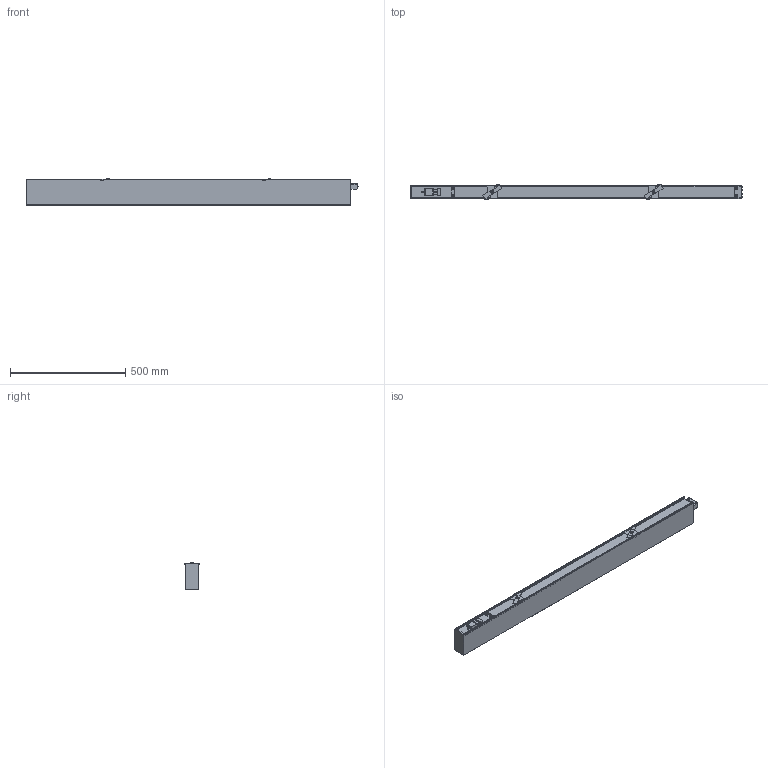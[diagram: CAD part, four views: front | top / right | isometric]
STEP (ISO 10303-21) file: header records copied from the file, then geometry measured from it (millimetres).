
FILE_DESCRIPTION(/* description */ (''),/* implementation_level */ '2;1');
FILE_NAME(/* name */ '10000134524n3p000_00.stp',/* time_stamp */ '2022-02-02T08:42:55+01:00',/* author */ (''),/* organization */ (''),/* preprocessor_version */ 'ST-DEVELOPER v15',/* originating_system */ 'SIEMENS PLM Software NX 9.0',/* authorisation */ '');
FILE_SCHEMA (('AUTOMOTIVE_DESIGN { 1 0 10303 214 3 1 1 1 }'));
Length unit declared in the file: millimetre
Products named in the file (1): 10000134524n3p000_00
Bounding box: 1440.6 x 62.47 x 113 mm (x, y, z)
Volume: 8595590.2 mm3; surface area: 592795.6 mm2
Topology: 1 solids, 5 shells, 1044 faces, 2830 edges, 1790 vertices
Faces by surface type: plane 540, cylinder 326, bspline 66, cone 53, torus 50, sphere 9
Full cylindrical faces by diameter (mm): 5.7 x5
Entity records: 38839 total; most frequent: CARTESIAN_POINT 12778, ORIENTED_EDGE 5634, DIRECTION 5213, EDGE_CURVE 2817, VERTEX_POINT 1793, LINE 1767, VECTOR 1767, AXIS2_PLACEMENT_3D 1723
